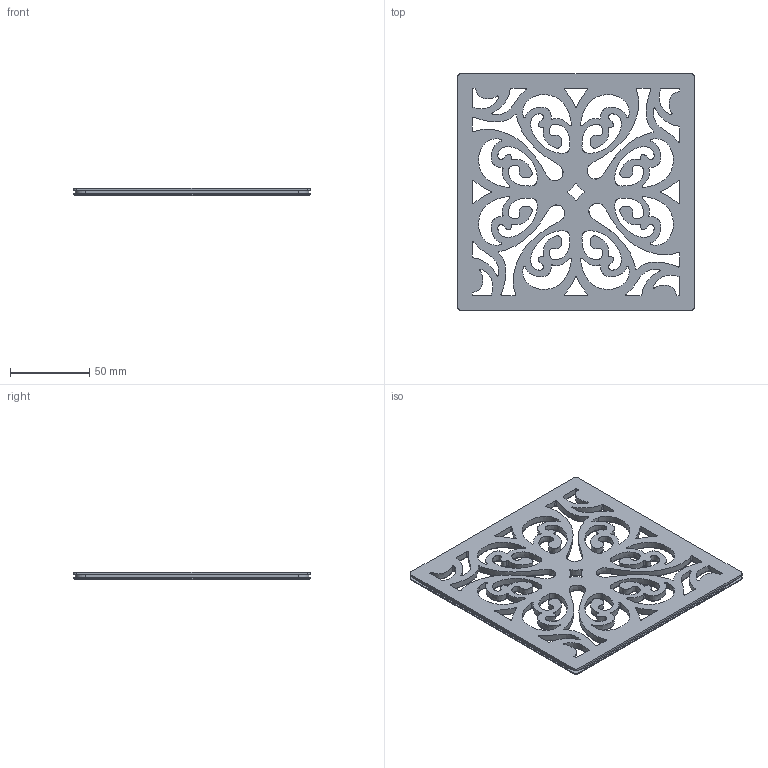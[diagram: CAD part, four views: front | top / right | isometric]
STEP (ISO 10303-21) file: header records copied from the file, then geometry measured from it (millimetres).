
FILE_DESCRIPTION((''),'2;1');
FILE_NAME('51044','2021-09-17T16:26:13',('rsmith'),(''),'CREO PARAMETRIC BY PTC INC, 2018400','CREO PARAMETRIC BY PTC INC, 2018400','');
FILE_SCHEMA(('AUTOMOTIVE_DESIGN { 1 0 10303 214 1 1 1 1 }'));
Products named in the file (1): 51044
Bounding box: 149.73 x 149.73 x 4.78 mm (x, y, z)
Volume: 65439.3 mm3; surface area: 46242.2 mm2
Topology: 1 solids, 1 shells, 429 faces, 1071 edges, 645 vertices
Faces by surface type: bspline 193, cone 84, torus 80, plane 40, cylinder 32
Entity records: 45853 total; most frequent: CARTESIAN_POINT 33139, ORIENTED_EDGE 2140, DIRECTION 1654, PRESENTATION_STYLE_ASSIGNMENT 1071, STYLED_ITEM 1071, CURVE_STYLE 1070, EDGE_CURVE 1070, AXIS2_PLACEMENT_3D 685
